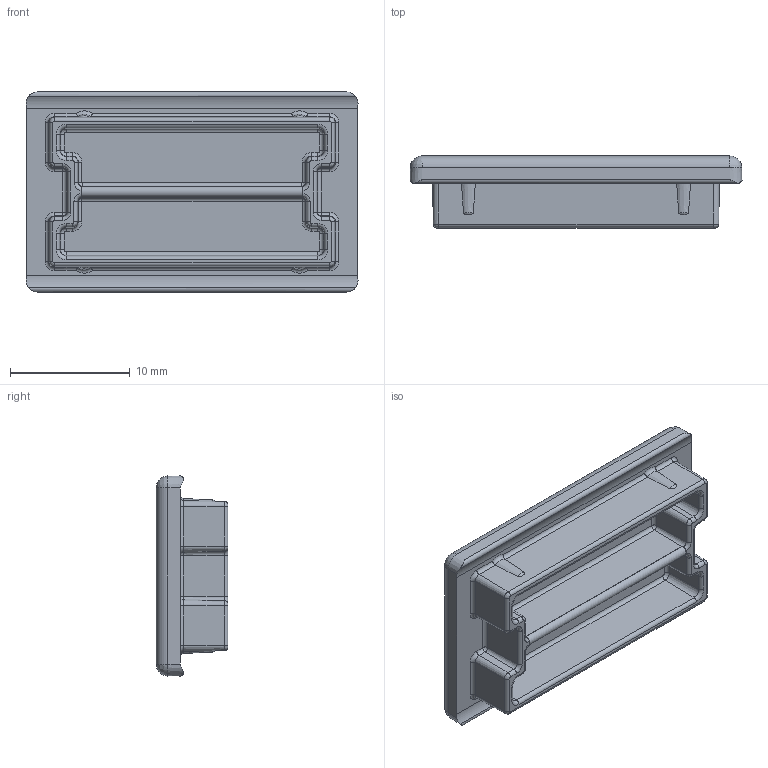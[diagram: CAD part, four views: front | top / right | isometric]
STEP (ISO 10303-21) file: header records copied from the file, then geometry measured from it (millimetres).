
FILE_DESCRIPTION(('FreeCAD Model'),'2;1');
FILE_NAME('Open CASCADE Shape Model','2024-03-20T10:08:16',(''),(''), 'Open CASCADE STEP processor 7.6','FreeCAD','Unknown');
FILE_SCHEMA(('AUTOMOTIVE_DESIGN { 1 0 10303 214 1 1 1 1 }'));
Length unit declared in the file: millimetre
Products named in the file (1): STI8-CC03218
Bounding box: 27.77 x 6 x 16.77 mm (x, y, z)
Volume: 1269.6 mm3; surface area: 1741.7 mm2
Topology: 1 solids, 1 shells, 216 faces, 519 edges, 302 vertices
Faces by surface type: cylinder 67, plane 45, cone 36, torus 36, revolution 32
Entity records: 14276 total; most frequent: CARTESIAN_POINT 3717, DIRECTION 2062, LINE 1064, VECTOR 1064, ORIENTED_EDGE 1028, PCURVE 1028, DEFINITIONAL_REPRESENTATION 1028, EDGE_CURVE 514
